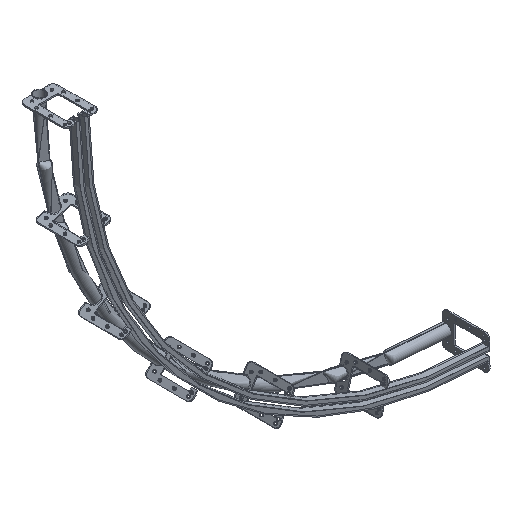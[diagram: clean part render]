
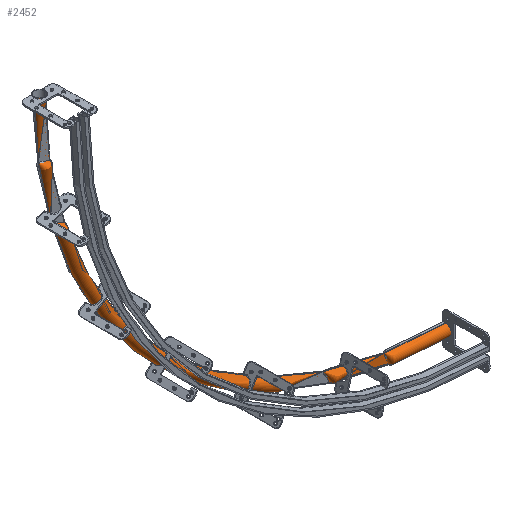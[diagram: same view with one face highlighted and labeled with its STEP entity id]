
A CAD part, isometric view. The second image highlights one B-rep face of the part: STEP entity #2452.
In plain terms, the highlighted toroidal (fillet/blend) face has major radius 900 mm and minor radius 12.7 mm.
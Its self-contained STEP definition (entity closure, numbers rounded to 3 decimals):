
#18 = AXIS2_PLACEMENT_3D ( 'NONE', #2376, #1156, #897 ) ;
#60 = CIRCLE ( 'NONE', #74, 887.3 ) ;
#74 = AXIS2_PLACEMENT_3D ( 'NONE', #3053, #1809, #1324 ) ;
#122 = EDGE_LOOP ( 'NONE', ( #2881, #353, #424, #307 ) ) ;
#128 = VERTEX_POINT ( 'NONE', #3037 ) ;
#159 = DIRECTION ( 'NONE',  ( -1., 0., 0. ) ) ;
#278 = VERTEX_POINT ( 'NONE', #1087 ) ;
#307 = ORIENTED_EDGE ( 'NONE', *, *, #973, .F. ) ;
#353 = ORIENTED_EDGE ( 'NONE', *, *, #2988, .T. ) ;
#356 = AXIS2_PLACEMENT_3D ( 'NONE', #1207, #1468, #3016 ) ;
#414 = EDGE_CURVE ( 'NONE', #2405, #128, #1092, .T. ) ;
#424 = ORIENTED_EDGE ( 'NONE', *, *, #688, .T. ) ;
#446 = DIRECTION ( 'NONE',  ( 1., 0., 0. ) ) ;
#688 = EDGE_CURVE ( 'NONE', #1914, #278, #60, .T. ) ;
#695 = DIRECTION ( 'NONE',  ( 0., 0., 1. ) ) ;
#897 = DIRECTION ( 'NONE',  ( 0., 0., 1. ) ) ;
#939 = CIRCLE ( 'NONE', #1276, 12.7 ) ;
#973 = EDGE_CURVE ( 'NONE', #128, #278, #939, .T. ) ;
#1087 = CARTESIAN_POINT ( 'NONE',  ( -887.3, 0., 0. ) ) ;
#1092 = CIRCLE ( 'NONE', #356, 912.7 ) ;
#1156 = DIRECTION ( 'NONE',  ( 0., 1., 0. ) ) ;
#1158 = CARTESIAN_POINT ( 'NONE',  ( 0., 0., -900. ) ) ;
#1207 = CARTESIAN_POINT ( 'NONE',  ( 0., 0., 0. ) ) ;
#1276 = AXIS2_PLACEMENT_3D ( 'NONE', #1929, #695, #446 ) ;
#1324 = DIRECTION ( 'NONE',  ( 0., 0., 1. ) ) ;
#1375 = TOROIDAL_SURFACE ( 'NONE', #18, 900., 12.7 ) ;
#1468 = DIRECTION ( 'NONE',  ( 0., 1., 0. ) ) ;
#1730 = CIRCLE ( 'NONE', #2178, 12.7 ) ;
#1809 = DIRECTION ( 'NONE',  ( 0., 1., 0. ) ) ;
#1914 = VERTEX_POINT ( 'NONE', #2959 ) ;
#1929 = CARTESIAN_POINT ( 'NONE',  ( -900., 0., 0. ) ) ;
#2178 = AXIS2_PLACEMENT_3D ( 'NONE', #1158, #159, #3148 ) ;
#2214 = FACE_OUTER_BOUND ( 'NONE', #122, .T. ) ;
#2376 = CARTESIAN_POINT ( 'NONE',  ( 0., 0., 0. ) ) ;
#2405 = VERTEX_POINT ( 'NONE', #2579 ) ;
#2452 = ADVANCED_FACE ( 'NONE', ( #2214 ), #1375, .T. ) ;
#2579 = CARTESIAN_POINT ( 'NONE',  ( 0., 0., -912.7 ) ) ;
#2881 = ORIENTED_EDGE ( 'NONE', *, *, #414, .F. ) ;
#2959 = CARTESIAN_POINT ( 'NONE',  ( 0., 0., -887.3 ) ) ;
#2988 = EDGE_CURVE ( 'NONE', #2405, #1914, #1730, .T. ) ;
#3016 = DIRECTION ( 'NONE',  ( 0., 0., 1. ) ) ;
#3037 = CARTESIAN_POINT ( 'NONE',  ( -912.7, 0., 0. ) ) ;
#3053 = CARTESIAN_POINT ( 'NONE',  ( 0., 0., 0. ) ) ;
#3148 = DIRECTION ( 'NONE',  ( 0., 0., 1. ) ) ;
